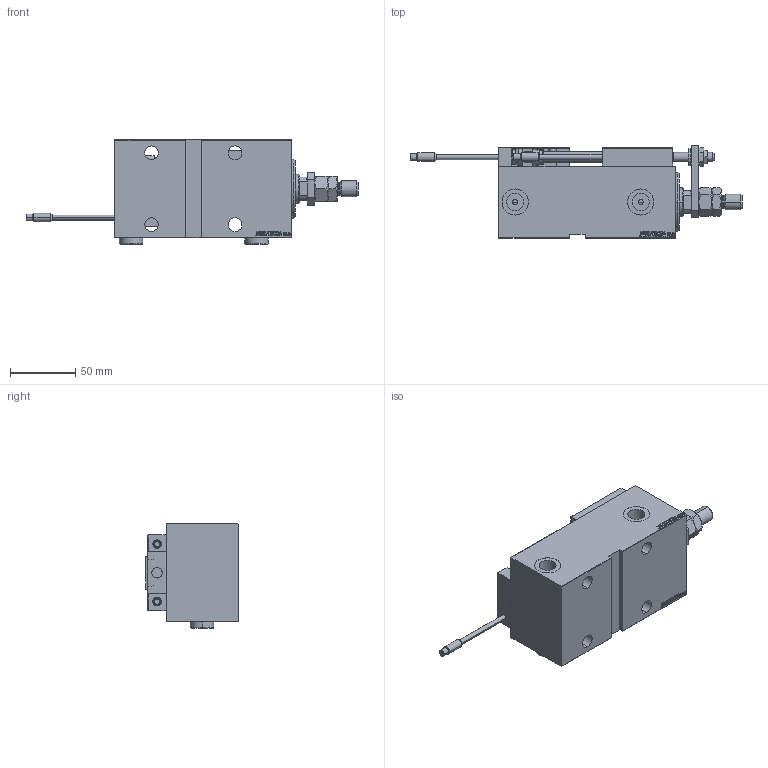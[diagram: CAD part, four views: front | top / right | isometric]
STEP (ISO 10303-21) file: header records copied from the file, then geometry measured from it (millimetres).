
FILE_DESCRIPTION (( 'STEP AP203' ), '1' );
FILE_NAME ('2f26.STEP', '2024-05-20T09:26:53', ( '' ), ( '' ), 'SwSTEP 2.0', 'SolidWorks 2019', '' );
FILE_SCHEMA (( 'CONFIG_CONTROL_DESIGN' ));
Length unit declared in the file: millimetre
Products named in the file (18): V450CM_E_Body e9a1b457d61ad8350abd32cfbe2ffb57; X_Y_MTA e9a1b457d61ad8350abd32cfbe2ffb57; TYC_L79 e9a1b457d61ad8350abd32cfbe2ffb57; SWITCH_X_FRONT_BACK e9a1b457d61ad8350abd32cfbe2ffb57; ALLEN BOLT D8 e9a1b457d61ad8350abd32cfbe2ffb57; Block e9a1b457d61ad8350abd32cfbe2ffb57; KONCOVKA_Y e9a1b457d61ad8350abd32cfbe2ffb57; ZARAZKA e9a1b457d61ad8350abd32cfbe2ffb57; Zatka_OIL_PORT e9a1b457d61ad8350abd32cfbe2ffb57; MAGNET e9a1b457d61ad8350abd32cfbe2ffb57; SWITCH X e9a1b457d61ad8350abd32cfbe2ffb57; 2f26; ALLEN BOLT D5 e9a1b457d61ad8350abd32cfbe2ffb57; SWITCH DIM B,W e9a1b457d61ad8350abd32cfbe2ffb57; NUT_D10 e9a1b457d61ad8350abd32cfbe2ffb57; NUT_D12 e9a1b457d61ad8350abd32cfbe2ffb57; V450CM_E_VCP e9a1b457d61ad8350abd32cfbe2ffb57; V450CM_VC_B e9a1b457d61ad8350abd32cfbe2ffb57
Assembly tree (28 placements, depth 3):
  2f26
    V450CM_E_Body e9a1b457d61ad8350abd32cfbe2ffb57
    V450CM_E_VCP e9a1b457d61ad8350abd32cfbe2ffb57
    V450CM_VC_B e9a1b457d61ad8350abd32cfbe2ffb57
    SWITCH X e9a1b457d61ad8350abd32cfbe2ffb57
      SWITCH_X_FRONT_BACK e9a1b457d61ad8350abd32cfbe2ffb57  x2
      TYC_L79 e9a1b457d61ad8350abd32cfbe2ffb57
      Block e9a1b457d61ad8350abd32cfbe2ffb57  x2
      ALLEN BOLT D5 e9a1b457d61ad8350abd32cfbe2ffb57  x4
      ALLEN BOLT D8 e9a1b457d61ad8350abd32cfbe2ffb57  x4
      MAGNET e9a1b457d61ad8350abd32cfbe2ffb57  x2
      KONCOVKA_Y e9a1b457d61ad8350abd32cfbe2ffb57  x2
    SWITCH DIM B,W e9a1b457d61ad8350abd32cfbe2ffb57
    ZARAZKA e9a1b457d61ad8350abd32cfbe2ffb57
    NUT_D10 e9a1b457d61ad8350abd32cfbe2ffb57
    NUT_D12 e9a1b457d61ad8350abd32cfbe2ffb57
    X_Y_MTA e9a1b457d61ad8350abd32cfbe2ffb57
    Zatka_OIL_PORT e9a1b457d61ad8350abd32cfbe2ffb57  x2
Bounding box: 254 x 70.5 x 79.9 mm (x, y, z)
Volume: 555517 mm3; surface area: 116173.8 mm2
Topology: 27 solids, 27 shells, 1417 faces, 3356 edges, 2128 vertices
Faces by surface type: plane 622, bspline 380, cylinder 208, cone 153, torus 50, sphere 4
Entity records: 53061 total; most frequent: CARTESIAN_POINT 26250, ORIENTED_EDGE 5608, DIRECTION 3909, EDGE_CURVE 2804, VERTEX_POINT 1816, VECTOR 1583, LINE 1583, EDGE_LOOP 1304
